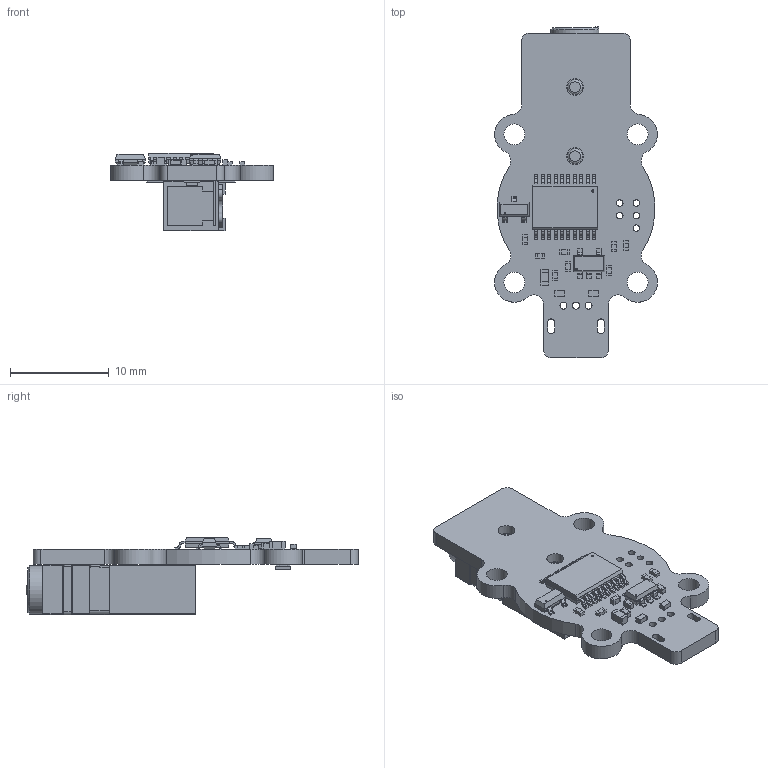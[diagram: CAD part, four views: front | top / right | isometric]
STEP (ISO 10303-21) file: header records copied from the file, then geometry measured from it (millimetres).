
FILE_DESCRIPTION(('Open CASCADE Model'),'2;1');
FILE_NAME('Open CASCADE Shape Model','2021-11-15T14:36:13',('Author'),( 'Open CASCADE'),'Open CASCADE STEP processor 6.8','Open CASCADE 6.8' ,'Unknown');
FILE_SCHEMA(('AUTOMOTIVE_DESIGN { 1 0 10303 214 1 1 1 1 }'));
Length unit declared in the file: millimetre
Products named in the file (44): PCB; Board; Open CASCADE STEP translator 6.8 1.1.1; U1; MSFT-SOT23-5; Model; R6; 6385679888; Extruded; 5842706048; J3; MSRC-SJ-43515RS; D1; MSRC-Nexperia_SOT23; R1; 5842705888; FB1; 6385680288; 6385680048; C3; 6385678448; 6385678288; C2; R5; D6; MSRC-TZ-P4-1615RGBTCA1-0.55T; U2; TSSOP20_STM; R4; D3; MSRC-RCLAMP0521P-N_v2; D2; C5; 6082483248; 6082483088; C1
Assembly tree (62 placements, depth 4):
  PCB
    Board
      Open CASCADE STEP translator 6.8 1.1.1
    U1
      MSFT-SOT23-5
        Model
    R6
      6385679888  x2
        Extruded
      5842706048
        Extruded
    J3
      MSRC-SJ-43515RS
    D1
      MSRC-Nexperia_SOT23
    R1
      5842706048
        Extruded
      5842705888  x2
        Extruded
    FB1
      6385680288  x2
        Extruded
      6385680048
        Extruded
    C3
      6385678448  x2
        Extruded
      6385678288
        Extruded
    C2
      6385678448  x2
        Extruded
      6385678288
        Extruded
    R5
      6385679888  x2
        Extruded
      5842706048
        Extruded
    D6
      MSRC-TZ-P4-1615RGBTCA1-0.55T
    U2
      TSSOP20_STM
    R4
      6385679888  x2
        Extruded
      5842706048
        Extruded
    D3
      MSRC-RCLAMP0521P-N_v2
    D2
      MSRC-RCLAMP0521P-N_v2
    C5
      6082483248  x2
        Extruded
      6082483088
        Extruded
    C1
      6385678448  x2
Bounding box: 16.49 x 33.62 x 7.84 mm (x, y, z)
Volume: 1065.7 mm3; surface area: 1794.9 mm2
Topology: 74 solids, 74 shells, 1010 faces, 2491 edges, 1631 vertices
Faces by surface type: plane 757, cylinder 233, sphere 16, torus 2, cone 2
Full cylindrical faces by diameter (mm): 0.152 x1, 0.165 x1, 0.224 x1, 0.66 x5, 0.71 x3, 1.5 x2, 1.7 x2, 2.1 x4
Entity records: 31426 total; most frequent: CARTESIAN_POINT 4590, DIRECTION 4514, ORIENTED_EDGE 4400, EDGE_CURVE 2200, LINE 1728, VECTOR 1728, VERTEX_POINT 1445, AXIS2_PLACEMENT_3D 1393
